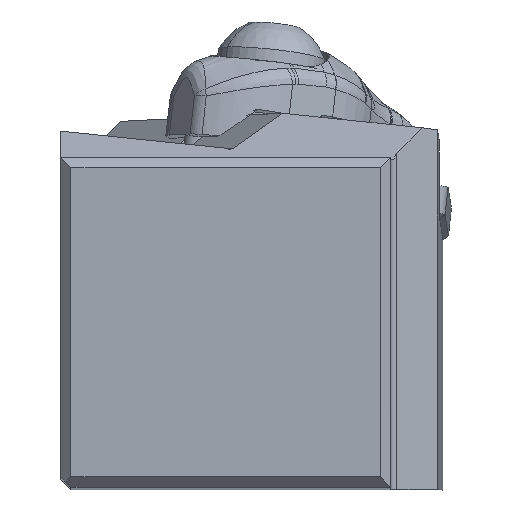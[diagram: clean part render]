
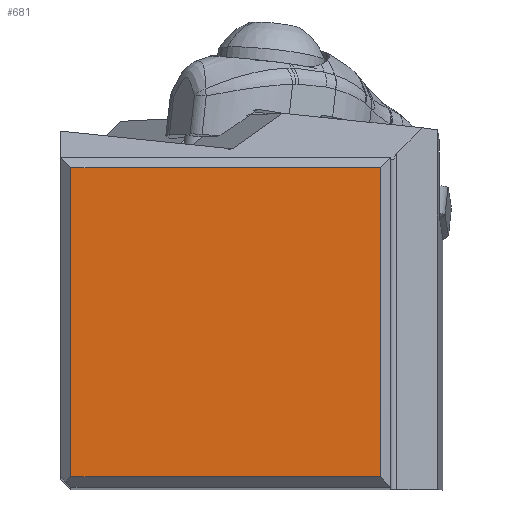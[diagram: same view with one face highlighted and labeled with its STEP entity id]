
A CAD part, top view. The second image highlights one B-rep face of the part: STEP entity #681.
In plain terms, the highlighted planar face has unit normal (0, 0, 1).
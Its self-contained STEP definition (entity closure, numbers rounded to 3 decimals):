
#443=FACE_OUTER_BOUND('',#1041,.T.);
#681=ADVANCED_FACE('',(#443),#928,.T.);
#928=PLANE('',#4454);
#1041=EDGE_LOOP('',(#1807,#1808,#1809,#1810));
#1327=LINE('',#6095,#1552);
#1328=LINE('',#6097,#1553);
#1329=LINE('',#6099,#1554);
#1330=LINE('',#6101,#1555);
#1552=VECTOR('',#4977,1.);
#1553=VECTOR('',#4980,1.);
#1554=VECTOR('',#4981,1.);
#1555=VECTOR('',#4982,1.);
#1807=ORIENTED_EDGE('',*,*,#3484,.T.);
#1808=ORIENTED_EDGE('',*,*,#3485,.T.);
#1809=ORIENTED_EDGE('',*,*,#3486,.T.);
#1810=ORIENTED_EDGE('',*,*,#3483,.F.);
#3065=VERTEX_POINT('',#6092);
#3066=VERTEX_POINT('',#6094);
#3067=VERTEX_POINT('',#6098);
#3068=VERTEX_POINT('',#6100);
#3483=EDGE_CURVE('',#3066,#3065,#1327,.T.);
#3484=EDGE_CURVE('',#3066,#3067,#1328,.T.);
#3485=EDGE_CURVE('',#3067,#3068,#1329,.T.);
#3486=EDGE_CURVE('',#3068,#3065,#1330,.T.);
#4454=AXIS2_PLACEMENT_3D('',#6102,#4983,#4984);
#4977=DIRECTION('',(0.,-1.,0.));
#4980=DIRECTION('',(-1.,0.,0.));
#4981=DIRECTION('',(0.,-1.,0.));
#4982=DIRECTION('',(1.,0.,0.));
#4983=DIRECTION('',(0.,0.,1.));
#4984=DIRECTION('',(1.,0.,0.));
#6092=CARTESIAN_POINT('',(30.75,1.,0.));
#6094=CARTESIAN_POINT('',(30.75,30.75,0.));
#6095=CARTESIAN_POINT('',(30.75,30.75,0.));
#6097=CARTESIAN_POINT('',(30.75,30.75,0.));
#6098=CARTESIAN_POINT('',(1.,30.75,0.));
#6099=CARTESIAN_POINT('',(1.,30.75,0.));
#6100=CARTESIAN_POINT('',(1.,1.,0.));
#6101=CARTESIAN_POINT('',(1.,1.,0.));
#6102=CARTESIAN_POINT('',(15.875,15.875,0.));
